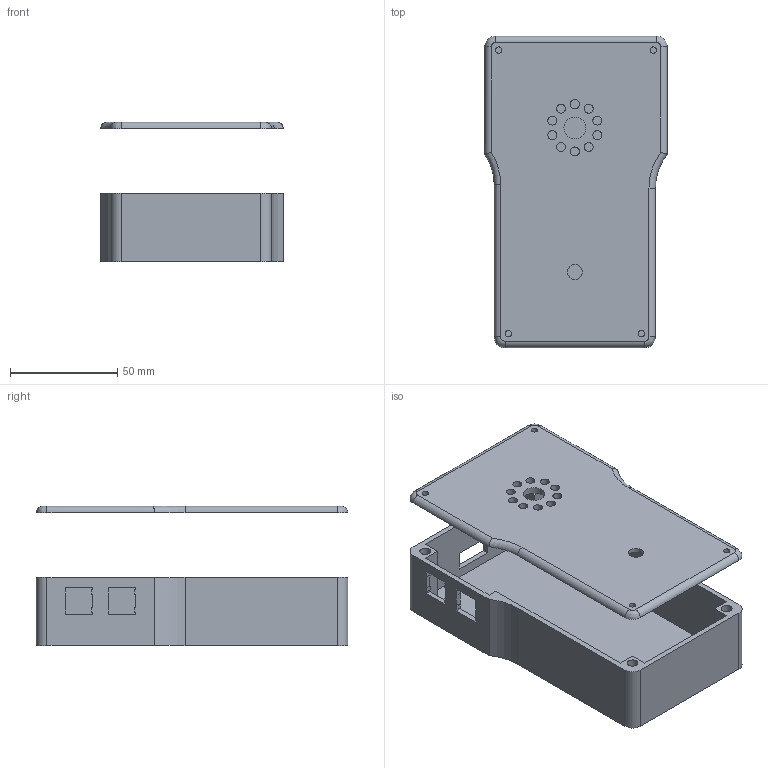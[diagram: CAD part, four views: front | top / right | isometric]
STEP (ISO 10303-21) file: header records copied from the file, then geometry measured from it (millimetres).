
FILE_DESCRIPTION(/* description */ (''),/* implementation_level */ '2;1');
FILE_NAME(/* name */ '3018 pendant case smaller v5.step',/* time_stamp */ '2022-01-24T17:34:46-05:00',/* author */ (''),/* organization */ (''),/* preprocessor_version */ 'ST-DEVELOPER v18.1',/* originating_system */ 'Autodesk Translation Framework v10.13.0.1454',/* authorisation */ '');
FILE_SCHEMA (('AUTOMOTIVE_DESIGN { 1 0 10303 214 3 1 1 }'));
Length unit declared in the file: millimetre
Products named in the file (1): 3018 pendant case smaller
Bounding box: 85 x 145 x 65 mm (x, y, z)
Volume: 96061.1 mm3; surface area: 73853.6 mm2
Topology: 2 solids, 2 shells, 118 faces, 324 edges, 216 vertices
Faces by surface type: plane 80, cylinder 32, bspline 4, torus 2
Full cylindrical faces by diameter (mm): 3 x4, 4.2 x10, 5 x4, 7 x1, 10.1 x1
Entity records: 3888 total; most frequent: CARTESIAN_POINT 717, ORIENTED_EDGE 648, DIRECTION 626, EDGE_CURVE 324, LINE 248, VECTOR 248, VERTEX_POINT 216, AXIS2_PLACEMENT_3D 189
